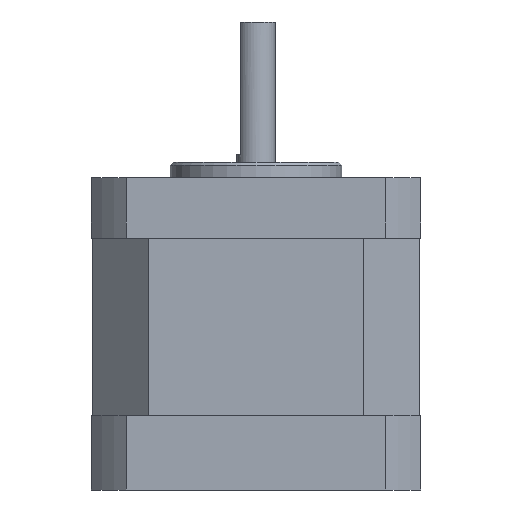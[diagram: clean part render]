
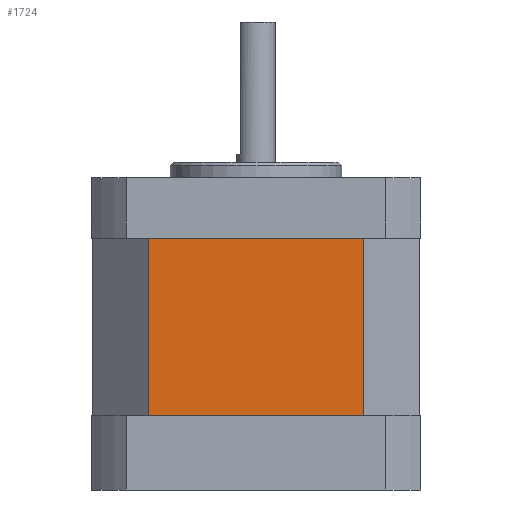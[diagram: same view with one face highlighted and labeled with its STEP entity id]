
A CAD part, front view. The second image highlights one B-rep face of the part: STEP entity #1724.
In plain terms, the highlighted planar face has unit normal (0, -1, 0).
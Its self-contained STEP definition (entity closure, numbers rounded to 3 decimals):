
#660 = PLANE('',#661);
#661 = AXIS2_PLACEMENT_3D('',#662,#663,#664);
#662 = CARTESIAN_POINT('',(-16.65,-21.15,32.35));
#663 = DIRECTION('',(0.,0.,-1.));
#664 = DIRECTION('',(-1.,0.,0.));
#1464 = VERTEX_POINT('',#1465);
#1465 = CARTESIAN_POINT('',(-13.75,-21.,32.35));
#1479 = PLANE('',#1480);
#1480 = AXIS2_PLACEMENT_3D('',#1481,#1482,#1483);
#1481 = CARTESIAN_POINT('',(-13.75,-21.,9.6));
#1482 = DIRECTION('',(-0.707,-0.707,0.));
#1483 = DIRECTION('',(-0.707,0.707,0.));
#1491 = EDGE_CURVE('',#1492,#1464,#1494,.T.);
#1492 = VERTEX_POINT('',#1493);
#1493 = CARTESIAN_POINT('',(13.75,-21.,32.35));
#1494 = SURFACE_CURVE('',#1495,(#1499,#1506),.PCURVE_S1.);
#1495 = LINE('',#1496,#1497);
#1496 = CARTESIAN_POINT('',(13.75,-21.,32.35));
#1497 = VECTOR('',#1498,1.);
#1498 = DIRECTION('',(-1.,0.,0.));
#1499 = PCURVE('',#660,#1500);
#1500 = DEFINITIONAL_REPRESENTATION('',(#1501),#1505);
#1501 = LINE('',#1502,#1503);
#1502 = CARTESIAN_POINT('',(-30.4,0.15));
#1503 = VECTOR('',#1504,1.);
#1504 = DIRECTION('',(1.,0.));
#1505 = ( GEOMETRIC_REPRESENTATION_CONTEXT(2) 
PARAMETRIC_REPRESENTATION_CONTEXT() REPRESENTATION_CONTEXT('2D SPACE',''
  ) );
#1506 = PCURVE('',#1507,#1512);
#1507 = PLANE('',#1508);
#1508 = AXIS2_PLACEMENT_3D('',#1509,#1510,#1511);
#1509 = CARTESIAN_POINT('',(13.75,-21.,9.6));
#1510 = DIRECTION('',(0.,-1.,0.));
#1511 = DIRECTION('',(-1.,0.,0.));
#1512 = DEFINITIONAL_REPRESENTATION('',(#1513),#1517);
#1513 = LINE('',#1514,#1515);
#1514 = CARTESIAN_POINT('',(0.,-22.75));
#1515 = VECTOR('',#1516,1.);
#1516 = DIRECTION('',(1.,0.));
#1517 = ( GEOMETRIC_REPRESENTATION_CONTEXT(2) 
PARAMETRIC_REPRESENTATION_CONTEXT() REPRESENTATION_CONTEXT('2D SPACE',''
  ) );
#1533 = PLANE('',#1534);
#1534 = AXIS2_PLACEMENT_3D('',#1535,#1536,#1537);
#1535 = CARTESIAN_POINT('',(21.,-13.75,9.6));
#1536 = DIRECTION('',(0.707,-0.707,0.));
#1537 = DIRECTION('',(-0.707,-0.707,0.));
#1664 = PLANE('',#1665);
#1665 = AXIS2_PLACEMENT_3D('',#1666,#1667,#1668);
#1666 = CARTESIAN_POINT('',(-16.65,-21.15,9.6));
#1667 = DIRECTION('',(0.,0.,-1.));
#1668 = DIRECTION('',(-1.,0.,0.));
#1681 = EDGE_CURVE('',#1682,#1492,#1684,.T.);
#1682 = VERTEX_POINT('',#1683);
#1683 = CARTESIAN_POINT('',(13.75,-21.,9.6));
#1684 = SURFACE_CURVE('',#1685,(#1689,#1696),.PCURVE_S1.);
#1685 = LINE('',#1686,#1687);
#1686 = CARTESIAN_POINT('',(13.75,-21.,9.6));
#1687 = VECTOR('',#1688,1.);
#1688 = DIRECTION('',(0.,0.,1.));
#1689 = PCURVE('',#1533,#1690);
#1690 = DEFINITIONAL_REPRESENTATION('',(#1691),#1695);
#1691 = LINE('',#1692,#1693);
#1692 = CARTESIAN_POINT('',(10.253,-0.));
#1693 = VECTOR('',#1694,1.);
#1694 = DIRECTION('',(0.,-1.));
#1695 = ( GEOMETRIC_REPRESENTATION_CONTEXT(2) 
PARAMETRIC_REPRESENTATION_CONTEXT() REPRESENTATION_CONTEXT('2D SPACE',''
  ) );
#1696 = PCURVE('',#1507,#1697);
#1697 = DEFINITIONAL_REPRESENTATION('',(#1698),#1702);
#1698 = LINE('',#1699,#1700);
#1699 = CARTESIAN_POINT('',(0.,-0.));
#1700 = VECTOR('',#1701,1.);
#1701 = DIRECTION('',(0.,-1.));
#1702 = ( GEOMETRIC_REPRESENTATION_CONTEXT(2) 
PARAMETRIC_REPRESENTATION_CONTEXT() REPRESENTATION_CONTEXT('2D SPACE',''
  ) );
#1724 = ADVANCED_FACE('',(#1725),#1507,.T.);
#1725 = FACE_BOUND('',#1726,.T.);
#1726 = EDGE_LOOP('',(#1727,#1728,#1729,#1752));
#1727 = ORIENTED_EDGE('',*,*,#1681,.T.);
#1728 = ORIENTED_EDGE('',*,*,#1491,.T.);
#1729 = ORIENTED_EDGE('',*,*,#1730,.F.);
#1730 = EDGE_CURVE('',#1731,#1464,#1733,.T.);
#1731 = VERTEX_POINT('',#1732);
#1732 = CARTESIAN_POINT('',(-13.75,-21.,9.6));
#1733 = SURFACE_CURVE('',#1734,(#1738,#1745),.PCURVE_S1.);
#1734 = LINE('',#1735,#1736);
#1735 = CARTESIAN_POINT('',(-13.75,-21.,9.6));
#1736 = VECTOR('',#1737,1.);
#1737 = DIRECTION('',(0.,0.,1.));
#1738 = PCURVE('',#1507,#1739);
#1739 = DEFINITIONAL_REPRESENTATION('',(#1740),#1744);
#1740 = LINE('',#1741,#1742);
#1741 = CARTESIAN_POINT('',(27.5,0.));
#1742 = VECTOR('',#1743,1.);
#1743 = DIRECTION('',(0.,-1.));
#1744 = ( GEOMETRIC_REPRESENTATION_CONTEXT(2) 
PARAMETRIC_REPRESENTATION_CONTEXT() REPRESENTATION_CONTEXT('2D SPACE',''
  ) );
#1745 = PCURVE('',#1479,#1746);
#1746 = DEFINITIONAL_REPRESENTATION('',(#1747),#1751);
#1747 = LINE('',#1748,#1749);
#1748 = CARTESIAN_POINT('',(0.,0.));
#1749 = VECTOR('',#1750,1.);
#1750 = DIRECTION('',(0.,-1.));
#1751 = ( GEOMETRIC_REPRESENTATION_CONTEXT(2) 
PARAMETRIC_REPRESENTATION_CONTEXT() REPRESENTATION_CONTEXT('2D SPACE',''
  ) );
#1752 = ORIENTED_EDGE('',*,*,#1753,.F.);
#1753 = EDGE_CURVE('',#1682,#1731,#1754,.T.);
#1754 = SURFACE_CURVE('',#1755,(#1759,#1766),.PCURVE_S1.);
#1755 = LINE('',#1756,#1757);
#1756 = CARTESIAN_POINT('',(13.75,-21.,9.6));
#1757 = VECTOR('',#1758,1.);
#1758 = DIRECTION('',(-1.,0.,0.));
#1759 = PCURVE('',#1507,#1760);
#1760 = DEFINITIONAL_REPRESENTATION('',(#1761),#1765);
#1761 = LINE('',#1762,#1763);
#1762 = CARTESIAN_POINT('',(0.,-0.));
#1763 = VECTOR('',#1764,1.);
#1764 = DIRECTION('',(1.,0.));
#1765 = ( GEOMETRIC_REPRESENTATION_CONTEXT(2) 
PARAMETRIC_REPRESENTATION_CONTEXT() REPRESENTATION_CONTEXT('2D SPACE',''
  ) );
#1766 = PCURVE('',#1664,#1767);
#1767 = DEFINITIONAL_REPRESENTATION('',(#1768),#1772);
#1768 = LINE('',#1769,#1770);
#1769 = CARTESIAN_POINT('',(-30.4,0.15));
#1770 = VECTOR('',#1771,1.);
#1771 = DIRECTION('',(1.,0.));
#1772 = ( GEOMETRIC_REPRESENTATION_CONTEXT(2) 
PARAMETRIC_REPRESENTATION_CONTEXT() REPRESENTATION_CONTEXT('2D SPACE',''
  ) );
